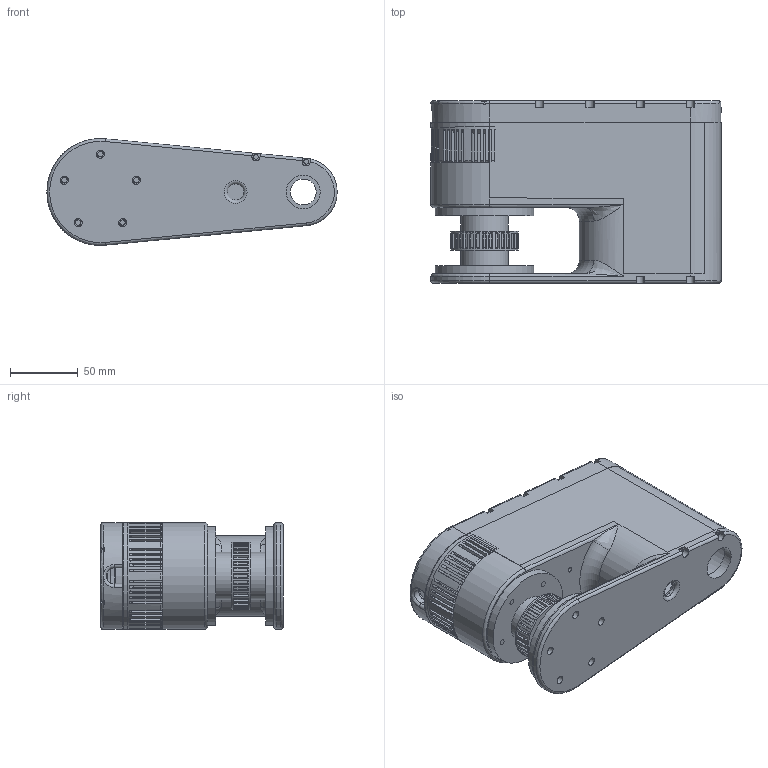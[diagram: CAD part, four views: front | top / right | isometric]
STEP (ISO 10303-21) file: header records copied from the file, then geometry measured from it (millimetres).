
FILE_DESCRIPTION(/* description */ (''),/* implementation_level */ '2;1');
FILE_NAME(/* name */ 'Assembly_arm2.step',/* time_stamp */ '2024-03-25T14:19:27+01:00',/* author */ (''),/* organization */ (''),/* preprocessor_version */ 'ST-DEVELOPER v20',/* originating_system */ 'Autodesk Translation Framework v12.20.1.177',/* authorisation */ '');
FILE_SCHEMA (('AUTOMOTIVE_DESIGN { 1 0 10303 214 3 1 1 }'));
Length unit declared in the file: millimetre
Products named in the file (10): (Unsaved); arm3 v1; bottom v1; top v1; gear_wheel2 v1; arm4 v1; X6-8 v1; belt_tensioner2 v1; belt_tensioner2 v1 (1); arm5
Assembly tree (9 placements, depth 2):
  (Unsaved)
    arm3 v1
    bottom v1
    top v1
    gear_wheel2 v1
    arm4 v1
    X6-8 v1
    belt_tensioner2 v1
    belt_tensioner2 v1 (1)
    arm5
Bounding box: 214.49 x 135 x 79 mm (x, y, z)
Volume: 513778.2 mm3; surface area: 257067.1 mm2
Topology: 8 solids, 16 shells, 851 faces, 2310 edges, 1555 vertices
Faces by surface type: plane 323, cylinder 316, cone 145, torus 57, bspline 10
Full cylindrical faces by diameter (mm): 1.6 x2, 2 x2, 2.2 x8, 2.5 x6, 2.6 x6, 2.7 x2, 3 x1, 3.3 x12, 3.5 x28, 3.6 x2, 4 x36, 4.8 x2, 5.2 x6, 6 x16, 6.5 x6, 8 x2, 12 x2, 17 x2, 19 x1, 22 x3, 25 x2, 26 x1, 31 x1, 32 x1, 34.5 x1, 35 x2, 49.93 x1, 56 x1, 56.6 x1, 60 x1
Entity records: 29357 total; most frequent: CARTESIAN_POINT 6608, DIRECTION 4855, ORIENTED_EDGE 4416, EDGE_CURVE 2306, AXIS2_PLACEMENT_3D 1956, VERTEX_POINT 1555, EDGE_LOOP 1075, CIRCLE 1004
